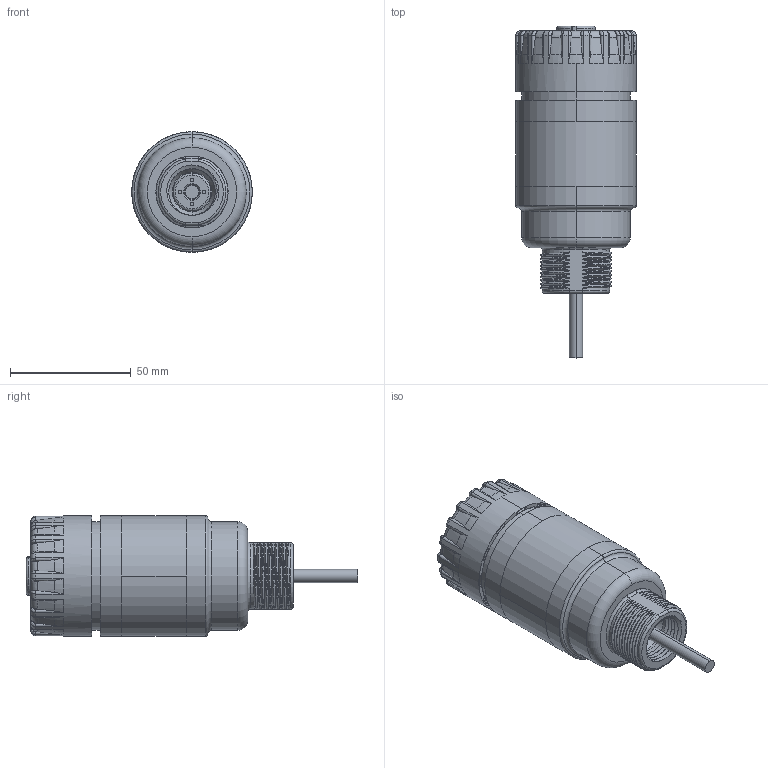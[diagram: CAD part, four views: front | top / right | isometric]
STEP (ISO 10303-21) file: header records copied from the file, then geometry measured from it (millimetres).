
FILE_DESCRIPTION((''),'2;1');
FILE_NAME('145180_SM01_ASM','2025-06-09T12:02:40',('banengservice'),('BANNER ENGINEERING'),'CREO PARAMETRIC BY PTC INC, 2022414','CREO PARAMETRIC BY PTC INC, 2022414','');
FILE_SCHEMA(('CONFIG_CONTROL_DESIGN'));
Length unit declared in the file: millimetre
Products named in the file (2): 145180_EP01; 145180_SM01_ASM
Assembly tree (1 placements, depth 2):
  145180_SM01_ASM
    145180_EP01
Bounding box: 50 x 137.75 x 50 mm (x, y, z)
Volume: 167240.5 mm3; surface area: 27861.2 mm2
Topology: 1 solids, 1 shells, 782 faces, 1996 edges, 1239 vertices
Faces by surface type: cylinder 313, torus 166, plane 141, bspline 136, cone 26
Entity records: 33710 total; most frequent: CARTESIAN_POINT 15345, ORIENTED_EDGE 3988, DIRECTION 3729, EDGE_CURVE 1994, AXIS2_PLACEMENT_3D 1531, VERTEX_POINT 1239, CIRCLE 882, EDGE_LOOP 829
